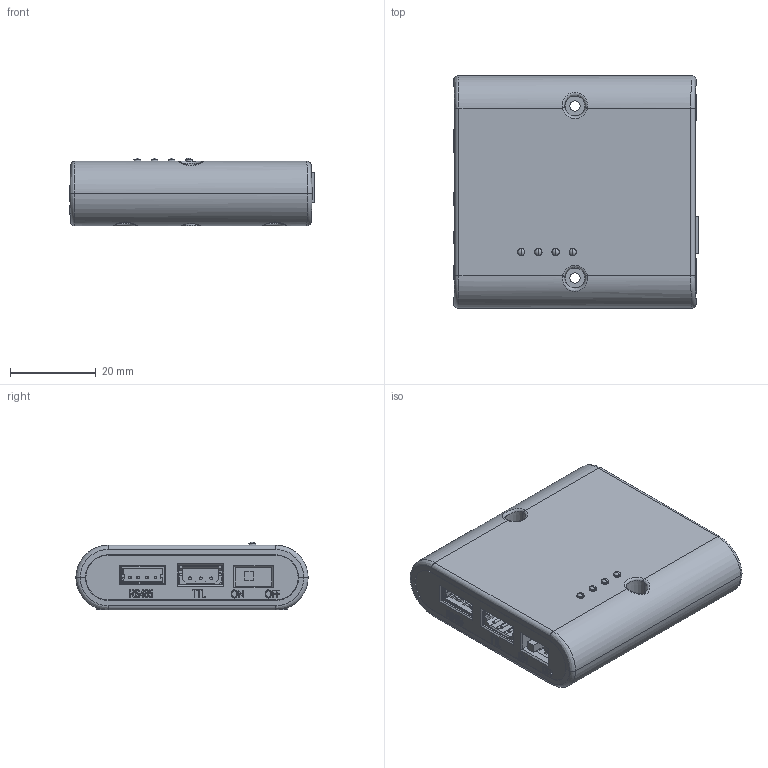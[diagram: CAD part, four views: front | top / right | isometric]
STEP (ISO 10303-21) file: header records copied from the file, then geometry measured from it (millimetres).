
FILE_DESCRIPTION (( 'STEP AP203' ), '1' );
FILE_NAME ('ASSY USB TO CAN CONVERTER_20230912.STEP', '2024-04-24T02:08:43', ( '' ), ( '' ), 'SwSTEP 2.0', 'SolidWorks 2020', '' );
FILE_SCHEMA (( 'CONFIG_CONTROL_DESIGN' ));
Length unit declared in the file: millimetre
Products named in the file (14): ASSY USB TO CAN CONVERTER_20230912; MOLEX 5268-03; IRMIP0058 PANEL, RS485-TTL CONVT; ECH381R-02P; Mini SW_OS102011MA1QN1; Screw BH T2X8 PLS STL NI; IRMIP0059 PIPE, LIGHT CONVT; IRMIP0055 CASE, TOP CONVT; IROIX0035 SCREW, BH T 2x8 PLS STL NI; IRMIP0054 CASE, BTM CONVT; USB Type C Port (SMD Type); IRMIP0056 PANEL, PWR-USB_C CONVT; PCBA IR_USB03_R01.-e; MOLEX RS485 53254-0470
Assembly tree (20 placements, depth 3):
  ASSY USB TO CAN CONVERTER_20230912
    IRMIP0054 CASE, BTM CONVT
    IRMIP0055 CASE, TOP CONVT
    IRMIP0056 PANEL, PWR-USB_C CONVT
    IRMIP0058 PANEL, RS485-TTL CONVT
    PCBA IR_USB03_R01.-e
      MOLEX 5268-03
      USB Type C Port (SMD Type)
      MOLEX RS485 53254-0470
      ECH381R-02P
      Mini SW_OS102011MA1QN1
    Screw BH T2X8 PLS STL NI  x3
    IROIX0035 SCREW, BH T 2x8 PLS STL NI  x3
    IRMIP0059 PIPE, LIGHT CONVT  x4
Bounding box: 56.9 x 54 x 15.75 mm (x, y, z)
Volume: 13803.4 mm3; surface area: 24235 mm2
Topology: 42 solids, 42 shells, 2336 faces, 6691 edges, 4488 vertices
Faces by surface type: plane 1288, cylinder 553, bspline 281, cone 158, torus 36, sphere 20
Entity records: 325823 total; most frequent: CARTESIAN_POINT 276704, ORIENTED_EDGE 10706, DIRECTION 8587, EDGE_CURVE 5353, VECTOR 3561, LINE 3561, VERTEX_POINT 3529, AXIS2_PLACEMENT_3D 2513
